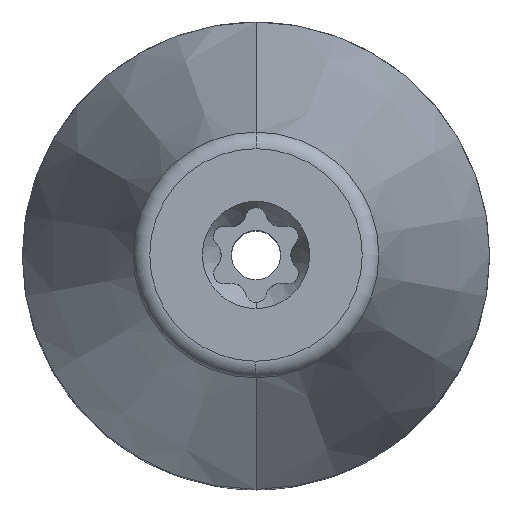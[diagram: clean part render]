
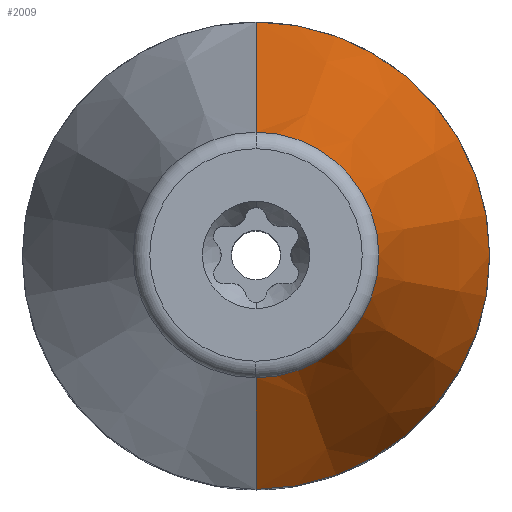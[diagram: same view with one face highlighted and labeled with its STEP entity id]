
A CAD part, top view. The second image highlights one B-rep face of the part: STEP entity #2009.
In plain terms, the highlighted conical face has half-angle 15.739 degrees and reference radius 7.247 mm.
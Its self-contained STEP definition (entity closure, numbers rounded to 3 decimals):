
#219=CARTESIAN_POINT('',(0.,0.,15.5));
#220=DIRECTION('',(0.,0.,1.));
#221=DIRECTION('',(1.,0.,0.));
#222=AXIS2_PLACEMENT_3D('',#219,#220,#221);
#321=CARTESIAN_POINT('',(0.,0.,15.5));
#322=DIRECTION('',(0.,0.,1.));
#323=DIRECTION('',(0.,-1.,0.));
#324=AXIS2_PLACEMENT_3D('',#321,#322,#323);
#981=CARTESIAN_POINT('',(0.,0.,31.49));
#982=DIRECTION('',(0.,0.,1.));
#983=DIRECTION('',(0.,-1.,0.));
#984=AXIS2_PLACEMENT_3D('',#981,#982,#983);
#986=DIRECTION('',(0.,0.271,-0.963));
#987=VECTOR('',#986,16.613);
#988=CARTESIAN_POINT('',(0.,4.994,
31.49));
#989=LINE('',#988,#987);
#990=DIRECTION('',(0.,-0.271,-0.963));
#991=VECTOR('',#990,16.613);
#992=CARTESIAN_POINT('',(0.,-4.994,
31.49));
#993=LINE('',#992,#991);
#1150=CARTESIAN_POINT('',(0.,9.5,15.5));
#1152=VERTEX_POINT('',#1150);
#1154=CARTESIAN_POINT('',(0.,-9.5,15.5));
#1155=VERTEX_POINT('',#1154);
#1156=CARTESIAN_POINT('',(9.5,0.,15.5));
#1157=VERTEX_POINT('',#1156);
#1162=CARTESIAN_POINT('',(0.,4.994,31.49));
#1163=CARTESIAN_POINT('',(0.,-4.994,31.49));
#1164=VERTEX_POINT('',#1162);
#1165=VERTEX_POINT('',#1163);
#1995=CARTESIAN_POINT('',(0.,0.,23.495));
#1996=DIRECTION('',(0.,0.,-1.));
#1997=DIRECTION('',(0.,-1.,0.));
#1998=AXIS2_PLACEMENT_3D('',#1995,#1996,#1997);
#1999=CONICAL_SURFACE('',#1998,7.247,15.739);
#2000=ORIENTED_EDGE('',*,*,#1989,.T.);
#2002=ORIENTED_EDGE('',*,*,#2001,.T.);
#2003=ORIENTED_EDGE('',*,*,#1301,.F.);
#2004=ORIENTED_EDGE('',*,*,#1345,.F.);
#2006=ORIENTED_EDGE('',*,*,#2005,.F.);
#2007=EDGE_LOOP('',(#2000,#2002,#2003,#2004,#2006));
#2008=FACE_OUTER_BOUND('',#2007,.F.);
#2009=ADVANCED_FACE('',(#2008),#1999,.T.);
#223=CIRCLE('',#222,9.5);
#325=CIRCLE('',#324,9.5);
#985=CIRCLE('',#984,4.994);
#1301=EDGE_CURVE('',#1157,#1152,#223,.T.);
#1345=EDGE_CURVE('',#1155,#1157,#325,.T.);
#1989=EDGE_CURVE('',#1165,#1164,#985,.T.);
#2001=EDGE_CURVE('',#1164,#1152,#989,.T.);
#2005=EDGE_CURVE('',#1165,#1155,#993,.T.);
